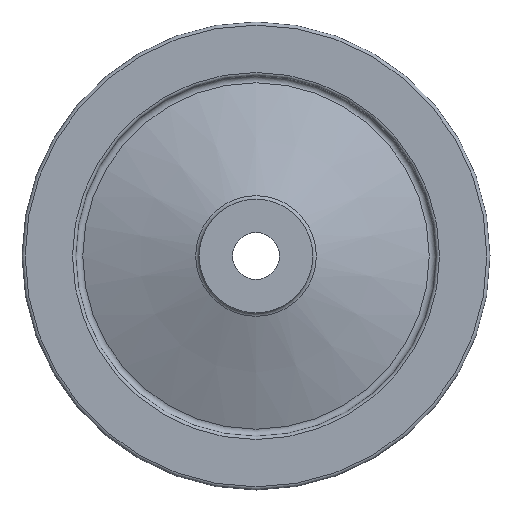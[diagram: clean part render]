
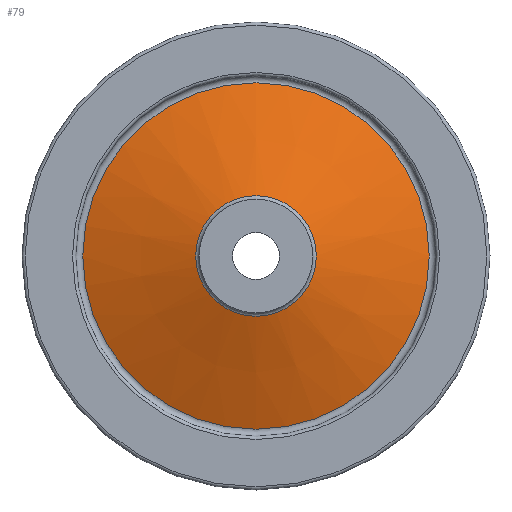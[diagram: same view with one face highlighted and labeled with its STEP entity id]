
A CAD part, left-side view. The second image highlights one B-rep face of the part: STEP entity #79.
In plain terms, the highlighted conical face has half-angle 69.846 degrees and reference radius 18.038 mm.
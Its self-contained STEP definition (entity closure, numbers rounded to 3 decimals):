
#79 = ADVANCED_FACE( '', ( #170, #171 ), #172, .T. );
#170 = FACE_OUTER_BOUND( '', #253, .T. );
#171 = FACE_BOUND( '', #254, .T. );
#172 = CONICAL_SURFACE( '', #255, 18.038, 1.219 );
#253 = EDGE_LOOP( '', ( #366 ) );
#254 = EDGE_LOOP( '', ( #367 ) );
#255 = AXIS2_PLACEMENT_3D( '', #368, #369, #370 );
#366 = ORIENTED_EDGE( '', *, *, #398, .F. );
#367 = ORIENTED_EDGE( '', *, *, #391, .T. );
#368 = CARTESIAN_POINT( '', ( 11.899, 0., 0. ) );
#369 = DIRECTION( '', ( 1., 0., 0. ) );
#370 = DIRECTION( '', ( 0., 0., -1. ) );
#391 = EDGE_CURVE( '', #441, #441, #442, .T. );
#398 = EDGE_CURVE( '', #452, #452, #453, .T. );
#441 = VERTEX_POINT( '', #498 );
#442 = CIRCLE( '', #499, 18.038 );
#452 = VERTEX_POINT( '', #509 );
#453 = CIRCLE( '', #510, 51.806 );
#498 = CARTESIAN_POINT( '', ( 11.899, 0., -18.038 ) );
#499 = AXIS2_PLACEMENT_3D( '', #559, #560, #561 );
#509 = CARTESIAN_POINT( '', ( 24.292, 0., -51.806 ) );
#510 = AXIS2_PLACEMENT_3D( '', #571, #572, #573 );
#559 = CARTESIAN_POINT( '', ( 11.899, 0., 0. ) );
#560 = DIRECTION( '', ( 1., 0., 0. ) );
#561 = DIRECTION( '', ( 0., 0., -1. ) );
#571 = CARTESIAN_POINT( '', ( 24.292, 0., 0. ) );
#572 = DIRECTION( '', ( 1., 0., 0. ) );
#573 = DIRECTION( '', ( 0., 0., -1. ) );
